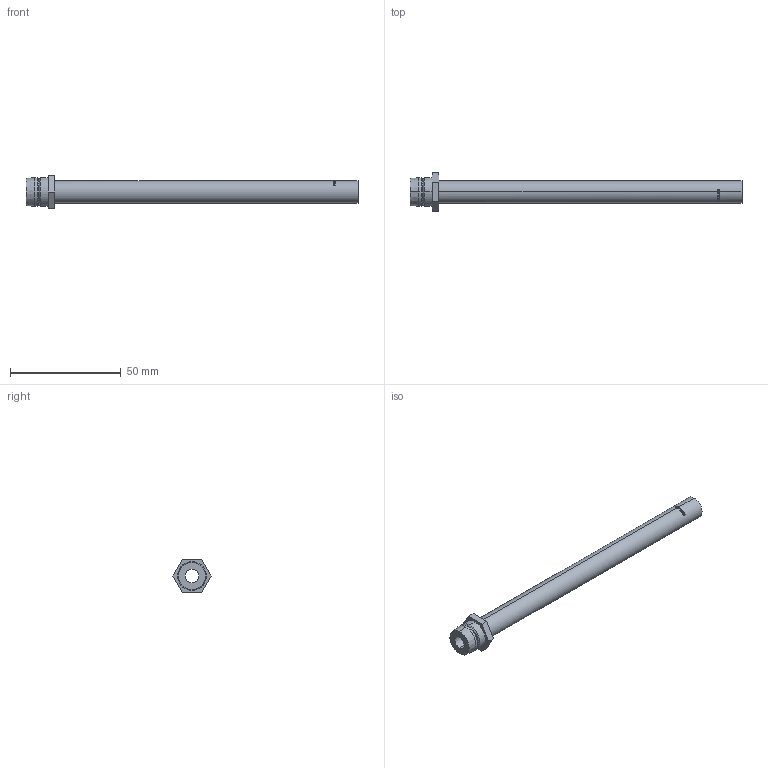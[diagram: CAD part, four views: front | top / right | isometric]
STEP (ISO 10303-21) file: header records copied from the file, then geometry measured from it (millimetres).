
FILE_DESCRIPTION (( 'STEP AP203' ), '1' );
FILE_NAME ('0238.STEP', '2025-09-30T12:27:50', ( '' ), ( '' ), 'SwSTEP 2.0', 'SolidWorks 2019', '' );
FILE_SCHEMA (( 'CONFIG_CONTROL_DESIGN' ));
Length unit declared in the file: millimetre
Products named in the file (1): 0238
Bounding box: 150 x 17.32 x 15 mm (x, y, z)
Volume: 8382.4 mm3; surface area: 8032.9 mm2
Topology: 1 solids, 1 shells, 114 faces, 296 edges, 194 vertices
Faces by surface type: plane 42, bspline 42, cylinder 24, cone 6
Entity records: 5671 total; most frequent: CARTESIAN_POINT 3119, ORIENTED_EDGE 592, DIRECTION 380, EDGE_CURVE 296, VERTEX_POINT 194, AXIS2_PLACEMENT_3D 147, B_SPLINE_CURVE_WITH_KNOTS 136, EDGE_LOOP 126
